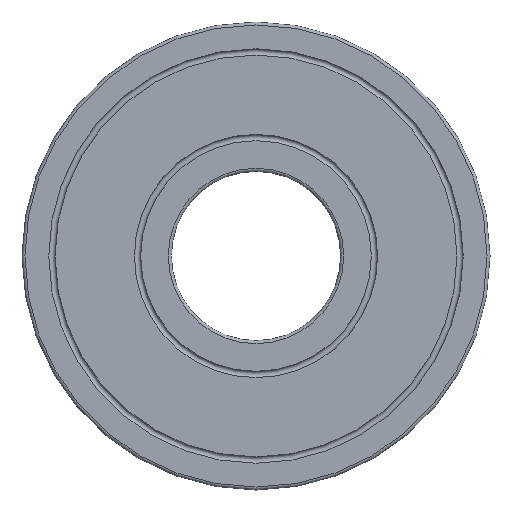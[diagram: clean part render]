
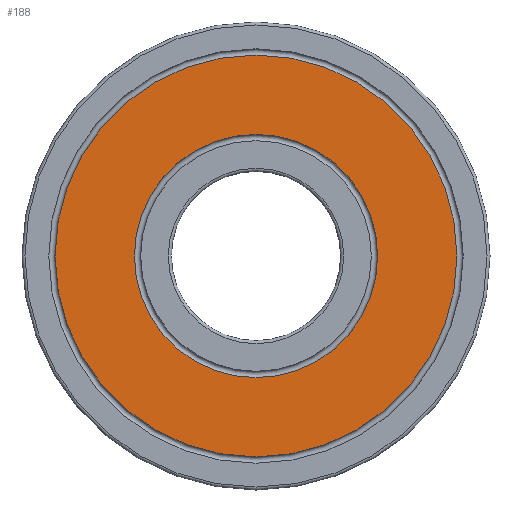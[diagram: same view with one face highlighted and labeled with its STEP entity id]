
A CAD part, front view. The second image highlights one B-rep face of the part: STEP entity #188.
In plain terms, the highlighted planar face has unit normal (0, -1, 0).
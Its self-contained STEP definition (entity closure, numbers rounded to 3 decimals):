
#18=PLANE('',#221);
#28=FACE_BOUND('',#67,.T.);
#44=FACE_OUTER_BOUND('',#66,.T.);
#66=EDGE_LOOP('',(#146));
#67=EDGE_LOOP('',(#147));
#92=CIRCLE('',#217,12.214);
#93=CIRCLE('',#219,20.18);
#108=VERTEX_POINT('',#322);
#109=VERTEX_POINT('',#325);
#124=EDGE_CURVE('',#108,#108,#92,.T.);
#125=EDGE_CURVE('',#109,#109,#93,.T.);
#146=ORIENTED_EDGE('',*,*,#125,.T.);
#147=ORIENTED_EDGE('',*,*,#124,.T.);
#188=ADVANCED_FACE('',(#44,#28),#18,.F.);
#217=AXIS2_PLACEMENT_3D('',#323,#262,#263);
#219=AXIS2_PLACEMENT_3D('',#326,#266,#267);
#221=AXIS2_PLACEMENT_3D('',#329,#270,#271);
#262=DIRECTION('center_axis',(0.,1.,0.));
#263=DIRECTION('ref_axis',(0.,0.,-1.));
#266=DIRECTION('center_axis',(0.,-1.,0.));
#267=DIRECTION('ref_axis',(0.,0.,-1.));
#270=DIRECTION('center_axis',(0.,1.,0.));
#271=DIRECTION('ref_axis',(0.,0.,1.));
#322=CARTESIAN_POINT('',(0.,-14.,12.214));
#323=CARTESIAN_POINT('Origin',(0.,-14.,0.));
#325=CARTESIAN_POINT('',(0.,-14.,20.18));
#326=CARTESIAN_POINT('Origin',(0.,-14.,0.));
#329=CARTESIAN_POINT('Origin',(0.,-14.,0.));
